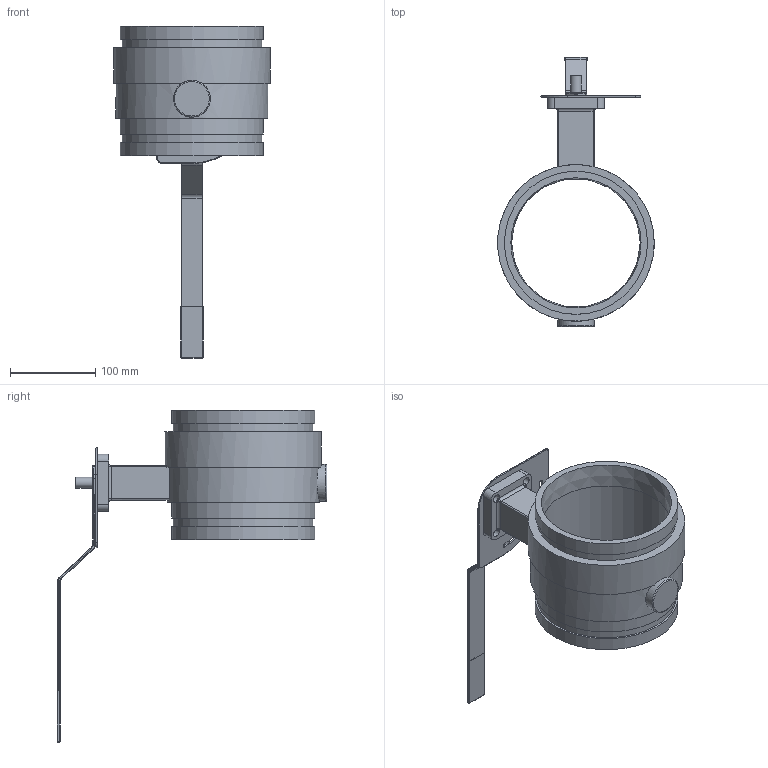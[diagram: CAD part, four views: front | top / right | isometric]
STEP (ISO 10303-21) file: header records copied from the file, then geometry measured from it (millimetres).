
FILE_DESCRIPTION (( 'STEP AP214' ), '1' );
FILE_NAME ('V100-AK-168-x Typ E461 DN150 600 Ø168.3 1901.STEP', '2019-01-03T08:15:43', ( '' ), ( '' ), 'SwSTEP 2.0', 'SolidWorks 2016', '' );
FILE_SCHEMA (( 'AUTOMOTIVE_DESIGN' ));
Length unit declared in the file: millimetre
Products named in the file (1): V100-AK-168-x Typ E461 DN150 600 Ø168.3 1901
Bounding box: 184.01 x 317.36 x 390.4 mm (x, y, z)
Volume: 1163432.1 mm3; surface area: 238707.2 mm2
Topology: 1 solids, 2 shells, 321 faces, 798 edges, 512 vertices
Faces by surface type: plane 141, bspline 79, cylinder 74, torus 19, sphere 6, cone 2
Full cylindrical faces by diameter (mm): 8.331 x4, 9.652 x4, 12.7 x2, 38.1 x1, 43.18 x1, 54.102 x1, 150.876 x1, 163.957 x2, 168.275 x3, 178.816 x1, 184.15 x1
Entity records: 17559 total; most frequent: CARTESIAN_POINT 6909, ORIENTED_EDGE 1526, DIRECTION 1260, EDGE_CURVE 763, VERTEX_POINT 503, AXIS2_PLACEMENT_3D 422, VECTOR 416, LINE 416
